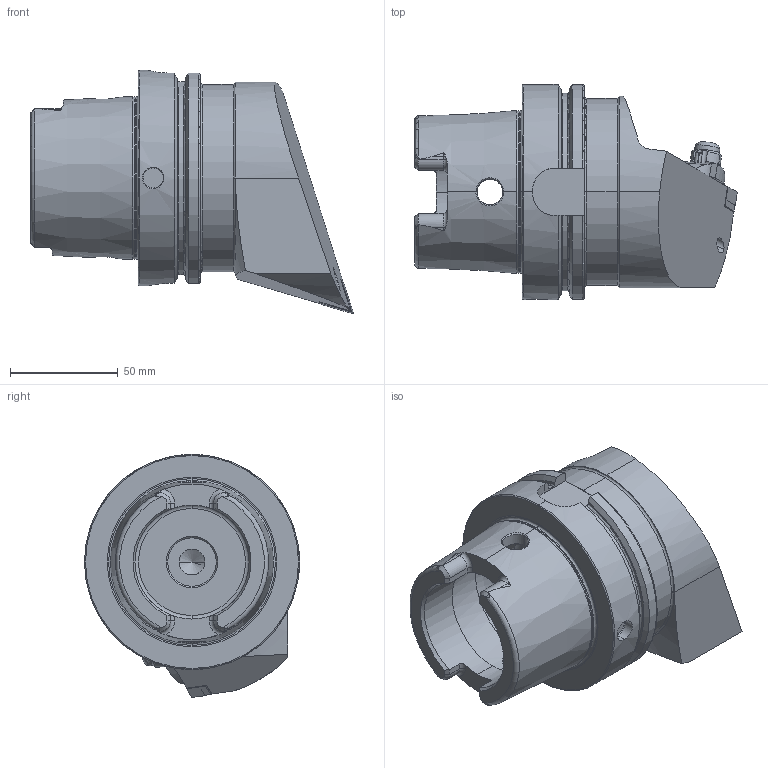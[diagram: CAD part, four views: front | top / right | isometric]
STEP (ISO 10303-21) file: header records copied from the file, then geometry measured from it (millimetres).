
FILE_DESCRIPTION (( 'STEP AP214' ), '1' );
FILE_NAME ('HA0.KDF.RHA.100.STEP', '2023-09-18T09:22:01', ( '' ), ( '' ), 'SwSTEP 2.0', 'SolidWorks 2017', '' );
FILE_SCHEMA (( 'AUTOMOTIVE_DESIGN' ));
Length unit declared in the file: millimetre
Products named in the file (11): WCC-ER5.102.005_A; WCC-ER4.103.032_A; WDF-ER2.101.003_A; ISO 13337 - 3 x 12_PreviewCfg; KVT_MB_600_050; DNMG150604; HA0-KDF.RHA.100_B_Fertigbearbeitung; WCC-ER5.102.012_B; HA0.KDF.RHA.100; WCC-ER2.001.010_A; WCC-ER3.102.024_C
Assembly tree (10 placements, depth 2):
  HA0.KDF.RHA.100
    HA0-KDF.RHA.100_B_Fertigbearbeitung
    WDF-ER2.101.003_A
    WCC-ER2.001.010_A
    DNMG150604
    WCC-ER3.102.024_C
    WCC-ER4.103.032_A
    WCC-ER5.102.005_A
    KVT_MB_600_050
    WCC-ER5.102.012_B
    ISO 13337 - 3 x 12_PreviewCfg
Bounding box: 149.9 x 100 x 113 mm (x, y, z)
Volume: 531537.2 mm3; surface area: 73106 mm2
Topology: 11 solids, 11 shells, 463 faces, 1156 edges, 703 vertices
Faces by surface type: cylinder 153, plane 120, cone 108, torus 64, bspline 16, sphere 2
Entity records: 17606 total; most frequent: CARTESIAN_POINT 5095, ORIENTED_EDGE 2274, DIRECTION 2263, EDGE_CURVE 1137, AXIS2_PLACEMENT_3D 911, VERTEX_POINT 700, EDGE_LOOP 491, FACE_OUTER_BOUND 463
